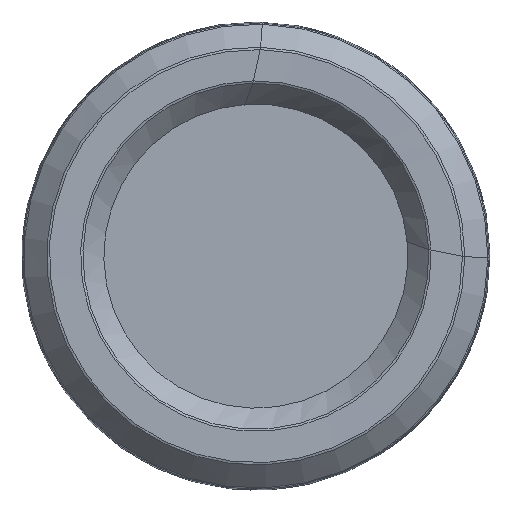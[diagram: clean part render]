
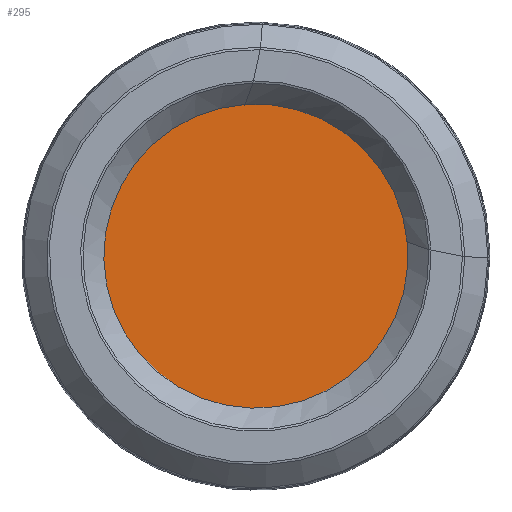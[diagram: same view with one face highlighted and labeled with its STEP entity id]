
A CAD part, left-side view. The second image highlights one B-rep face of the part: STEP entity #295.
In plain terms, the highlighted planar face has unit normal (-1, 0, 0).
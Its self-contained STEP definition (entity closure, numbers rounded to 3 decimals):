
#57=PLANE('',#893);
#295=ADVANCED_FACE('',(#370),#57,.F.);
#370=FACE_OUTER_BOUND('',#420,.T.);
#420=EDGE_LOOP('',(#650));
#496=CIRCLE('',#892,37.745);
#650=ORIENTED_EDGE('',*,*,#792,.T.);
#710=VERTEX_POINT('',#1805);
#792=EDGE_CURVE('',#710,#710,#496,.T.);
#892=AXIS2_PLACEMENT_3D('',#1804,#1050,#1051);
#893=AXIS2_PLACEMENT_3D('',#1823,#1053,#1054);
#1050=DIRECTION('',(-1.,0.,0.));
#1051=DIRECTION('',(0.,0.,1.));
#1053=DIRECTION('',(1.,0.,0.));
#1054=DIRECTION('',(0.,0.,-1.));
#1804=CARTESIAN_POINT('',(6.,0.,0.));
#1805=CARTESIAN_POINT('',(6.,0.,37.745));
#1823=CARTESIAN_POINT('',(6.,15.,0.));
